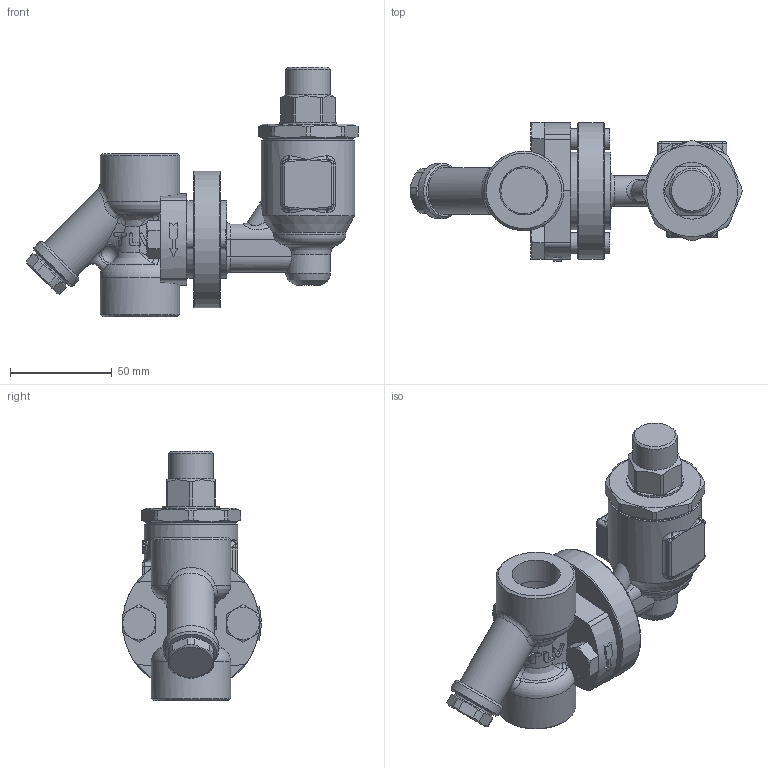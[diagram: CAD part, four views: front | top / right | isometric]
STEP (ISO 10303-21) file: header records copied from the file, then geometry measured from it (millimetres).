
FILE_DESCRIPTION((''),'2;1');
FILE_NAME('fx100-020-screw-00.stp','2010-07-21T13:36:56',('nakaot'),(''),'Autodesk Inventor 2008','Autodesk Inventor 2008','');
FILE_SCHEMA(('AUTOMOTIVE_DESIGN { 1 0 10303 214 1 1 1 1 }'));
Length unit declared in the file: millimetre
Products named in the file (1): fx100-020-screw-00
Bounding box: 162.88 x 68 x 122.5 mm (x, y, z)
Volume: 295452 mm3; surface area: 48771.1 mm2
Topology: 1 solids, 1 shells, 338 faces, 850 edges, 525 vertices
Faces by surface type: bspline 117, plane 99, cylinder 87, cone 22, torus 13
Full cylindrical faces by diameter (mm): 10 x2, 10.5 x1, 21 x1, 22 x2, 22.631 x1, 23 x1, 27 x1, 27.8 x1, 38 x2, 39 x2, 44 x1, 46 x1, 67 x1
Entity records: 21221 total; most frequent: CARTESIAN_POINT 14162, ORIENTED_EDGE 1578, DIRECTION 1235, EDGE_CURVE 789, VERTEX_POINT 512, AXIS2_PLACEMENT_3D 502, EDGE_LOOP 401, FACE_OUTER_BOUND 338
